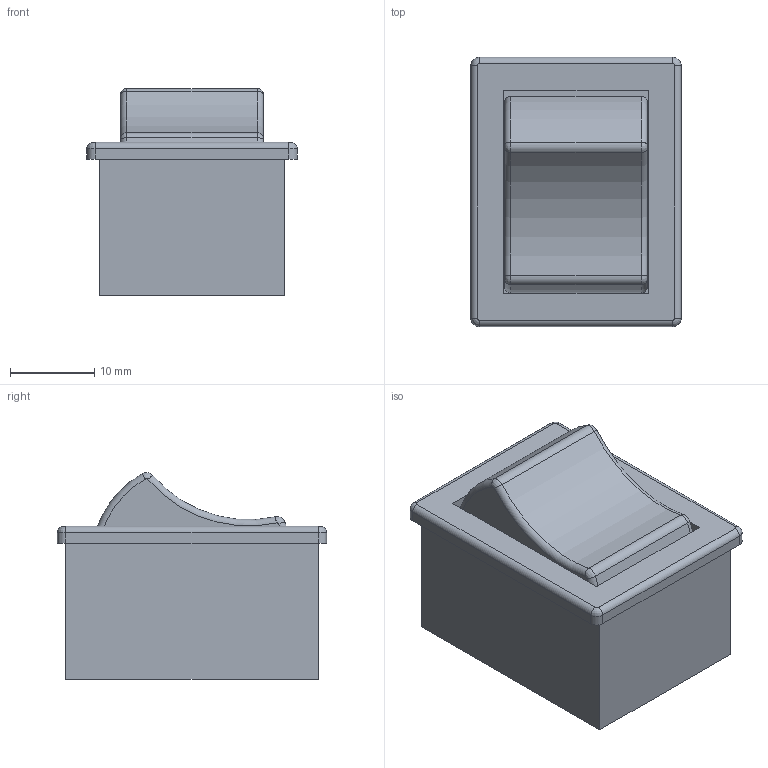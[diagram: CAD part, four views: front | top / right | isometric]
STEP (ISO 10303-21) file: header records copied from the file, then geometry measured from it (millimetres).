
FILE_DESCRIPTION(('FreeCAD Model'),'2;1');
FILE_NAME( 'rocker_switch.stp', '2013-01-05T19:18:52',('FreeCAD'),('FreeCAD'), 'Open CASCADE STEP processor 6.5','FreeCAD','Unknown');
FILE_SCHEMA(('AUTOMOTIVE_DESIGN_CC2 { 1 2 10303 214 -1 1 5 4 }'));
Length unit declared in the file: millimetre
Products named in the file (1): rocker_switch
Bounding box: 25 x 32 x 24.61 mm (x, y, z)
Volume: 8737.5 mm3; surface area: 6533.9 mm2
Topology: 1 solids, 1 shells, 57 faces, 140 edges, 88 vertices
Faces by surface type: plane 28, cylinder 13, torus 6, bspline 6, revolution 4
Entity records: 5276 total; most frequent: CARTESIAN_POINT 2572, DIRECTION 465, ORIENTED_EDGE 280, PCURVE 280, DEFINITIONAL_REPRESENTATION 280, LINE 278, VECTOR 278, EDGE_CURVE 140
